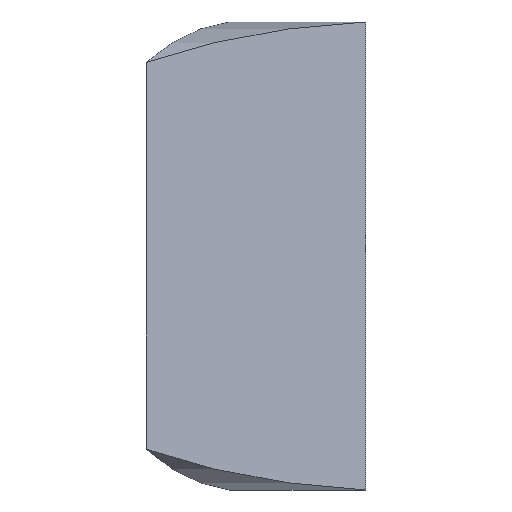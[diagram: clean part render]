
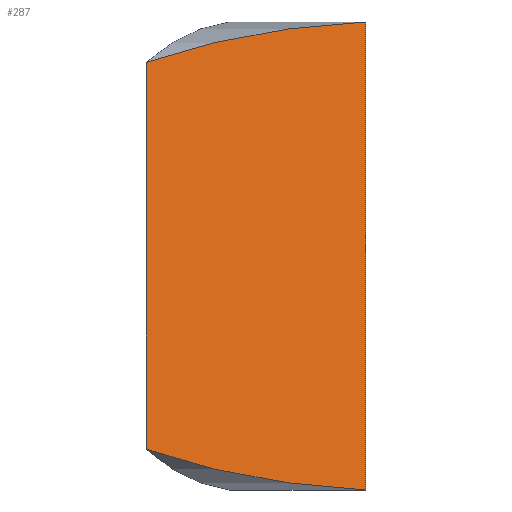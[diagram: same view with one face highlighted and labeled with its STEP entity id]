
A CAD part, top view. The second image highlights one B-rep face of the part: STEP entity #287.
In plain terms, the highlighted free-form (B-spline) face has degree [6, 1] with [7, 2] control points.
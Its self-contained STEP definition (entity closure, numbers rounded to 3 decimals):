
#22 = VERTEX_POINT('',#23);
#23 = CARTESIAN_POINT('',(199.257,-54.256,101.));
#33 = CYLINDRICAL_SURFACE('',#34,23.128);
#34 = AXIS2_PLACEMENT_3D('',#35,#36,#37);
#35 = CARTESIAN_POINT('',(194.849,-73.297,
    87.872));
#36 = DIRECTION('',(1.,0.,0.));
#37 = DIRECTION('',(0.,0.,-1.));
#58 = B_SPLINE_SURFACE_WITH_KNOTS('',6,1,(
    (#59,#60)
    ,(#61,#62)
    ,(#63,#64)
    ,(#65,#66)
    ,(#67,#68)
    ,(#69,#70)
    ,(#71,#72
    )),.UNSPECIFIED.,.F.,.F.,.F.,(7,7),(2,2),(1.663,
    2.174),(0.,1.),.PIECEWISE_BEZIER_KNOTS.);
#59 = CARTESIAN_POINT('',(207.433,-96.328,90.));
#60 = CARTESIAN_POINT('',(207.433,-50.267,90.));
#61 = CARTESIAN_POINT('',(205.974,-96.146,91.963
    ));
#62 = CARTESIAN_POINT('',(205.974,-50.449,
    91.963));
#63 = CARTESIAN_POINT('',(204.528,-95.764,
    93.908));
#64 = CARTESIAN_POINT('',(204.528,-50.831,93.908
    ));
#65 = CARTESIAN_POINT('',(203.116,-95.183,
    95.808));
#66 = CARTESIAN_POINT('',(203.116,-51.411,
    95.808));
#67 = CARTESIAN_POINT('',(201.755,-94.411,
    97.639));
#68 = CARTESIAN_POINT('',(201.755,-52.184,
    97.639));
#69 = CARTESIAN_POINT('',(200.463,-93.458,
    99.377));
#70 = CARTESIAN_POINT('',(200.463,-53.137,
    99.377));
#71 = CARTESIAN_POINT('',(199.257,-92.339,101.));
#72 = CARTESIAN_POINT('',(199.257,-54.256,101.));
#80 = EDGE_CURVE('',#81,#22,#83,.T.);
#81 = VERTEX_POINT('',#82);
#82 = CARTESIAN_POINT('',(220.812,-50.267,90.));
#83 = SURFACE_CURVE('',#84,(#89,#107),.PCURVE_S1.);
#84 = ELLIPSE('',#85,50.882,23.128);
#85 = AXIS2_PLACEMENT_3D('',#86,#87,#88);
#86 = CARTESIAN_POINT('',(224.982,-73.297,
    87.872));
#87 = DIRECTION('',(0.455,-0.,0.891));
#88 = DIRECTION('',(0.891,0.,-0.455));
#89 = PCURVE('',#33,#90);
#90 = DEFINITIONAL_REPRESENTATION('',(#91),#106);
#91 = B_SPLINE_CURVE_WITH_KNOTS('',7,(#92,#93,#94,#95,#96,#97,#98,#99,
    #100,#101,#102,#103,#104,#105),.UNSPECIFIED.,.F.,.F.,(8,6,8),(
    0.726,1.512,2.298),.UNSPECIFIED.);
#92 = CARTESIAN_POINT('',(0.726,64.019));
#93 = CARTESIAN_POINT('',(0.839,60.639));
#94 = CARTESIAN_POINT('',(0.951,56.762));
#95 = CARTESIAN_POINT('',(1.063,52.456));
#96 = CARTESIAN_POINT('',(1.175,47.806));
#97 = CARTESIAN_POINT('',(1.288,42.908));
#98 = CARTESIAN_POINT('',(1.4,37.868));
#99 = CARTESIAN_POINT('',(1.624,27.708));
#100 = CARTESIAN_POINT('',(1.737,22.589));
#101 = CARTESIAN_POINT('',(1.849,17.536));
#102 = CARTESIAN_POINT('',(1.961,12.654));
#103 = CARTESIAN_POINT('',(2.074,8.045));
#104 = CARTESIAN_POINT('',(2.186,3.801));
#105 = CARTESIAN_POINT('',(2.298,0.));
#106 = ( GEOMETRIC_REPRESENTATION_CONTEXT(2) 
PARAMETRIC_REPRESENTATION_CONTEXT() REPRESENTATION_CONTEXT('2D SPACE',''
  ) );
#107 = PCURVE('',#108,#123);
#108 = B_SPLINE_SURFACE_WITH_KNOTS('',6,1,(
    (#109,#110)
    ,(#111,#112)
    ,(#113,#114)
    ,(#115,#116)
    ,(#117,#118)
    ,(#119,#120)
    ,(#121,#122
    )),.UNSPECIFIED.,.F.,.F.,.F.,(7,7),(2,2),(4.109,
    4.62),(0.,1.),.PIECEWISE_BEZIER_KNOTS.);
#109 = CARTESIAN_POINT('',(199.257,-92.339,101.));
#110 = CARTESIAN_POINT('',(199.257,-54.256,101.));
#111 = CARTESIAN_POINT('',(202.437,-93.458,
    99.377));
#112 = CARTESIAN_POINT('',(202.437,-53.137,
    99.377));
#113 = CARTESIAN_POINT('',(205.843,-94.411,97.639
    ));
#114 = CARTESIAN_POINT('',(205.843,-52.184,97.639
    ));
#115 = CARTESIAN_POINT('',(209.43,-95.183,
    95.808));
#116 = CARTESIAN_POINT('',(209.43,-51.411,
    95.808));
#117 = CARTESIAN_POINT('',(213.154,-95.764,
    93.908));
#118 = CARTESIAN_POINT('',(213.154,-50.831,
    93.908));
#119 = CARTESIAN_POINT('',(216.965,-96.146,
    91.963));
#120 = CARTESIAN_POINT('',(216.965,-50.449,
    91.963));
#121 = CARTESIAN_POINT('',(220.812,-96.328,90.));
#122 = CARTESIAN_POINT('',(220.812,-50.267,90.));
#123 = DEFINITIONAL_REPRESENTATION('',(#124),#128);
#124 = LINE('',#125,#126);
#125 = CARTESIAN_POINT('',(6.283,1.));
#126 = VECTOR('',#127,1.);
#127 = DIRECTION('',(-1.,0.));
#128 = ( GEOMETRIC_REPRESENTATION_CONTEXT(2) 
PARAMETRIC_REPRESENTATION_CONTEXT() REPRESENTATION_CONTEXT('2D SPACE',''
  ) );
#143 = PLANE('',#144);
#144 = AXIS2_PLACEMENT_3D('',#145,#146,#147);
#145 = CARTESIAN_POINT('',(194.849,-50.267,90.));
#146 = DIRECTION('',(0.,0.,-1.));
#147 = DIRECTION('',(-1.,-0.,-0.));
#161 = VERTEX_POINT('',#162);
#162 = CARTESIAN_POINT('',(199.257,-92.339,101.));
#177 = CYLINDRICAL_SURFACE('',#178,23.128);
#178 = AXIS2_PLACEMENT_3D('',#179,#180,#181);
#179 = CARTESIAN_POINT('',(194.849,-73.297,
    87.872));
#180 = DIRECTION('',(1.,0.,0.));
#181 = DIRECTION('',(0.,0.,-1.));
#202 = EDGE_CURVE('',#161,#22,#203,.T.);
#203 = SURFACE_CURVE('',#204,(#207,#214),.PCURVE_S1.);
#204 = B_SPLINE_CURVE_WITH_KNOTS('',1,(#205,#206),.UNSPECIFIED.,.F.,.F.,
  (2,2),(0.,1.),.PIECEWISE_BEZIER_KNOTS.);
#205 = CARTESIAN_POINT('',(199.257,-92.339,101.));
#206 = CARTESIAN_POINT('',(199.257,-54.256,101.));
#207 = PCURVE('',#58,#208);
#208 = DEFINITIONAL_REPRESENTATION('',(#209),#213);
#209 = LINE('',#210,#211);
#210 = CARTESIAN_POINT('',(2.174,0.));
#211 = VECTOR('',#212,1.);
#212 = DIRECTION('',(0.,1.));
#213 = ( GEOMETRIC_REPRESENTATION_CONTEXT(2) 
PARAMETRIC_REPRESENTATION_CONTEXT() REPRESENTATION_CONTEXT('2D SPACE',''
  ) );
#214 = PCURVE('',#108,#215);
#215 = DEFINITIONAL_REPRESENTATION('',(#216),#220);
#216 = LINE('',#217,#218);
#217 = CARTESIAN_POINT('',(4.109,0.));
#218 = VECTOR('',#219,1.);
#219 = DIRECTION('',(0.,1.));
#220 = ( GEOMETRIC_REPRESENTATION_CONTEXT(2) 
PARAMETRIC_REPRESENTATION_CONTEXT() REPRESENTATION_CONTEXT('2D SPACE',''
  ) );
#246 = VERTEX_POINT('',#247);
#247 = CARTESIAN_POINT('',(220.812,-96.328,90.));
#269 = EDGE_CURVE('',#246,#81,#270,.T.);
#270 = SURFACE_CURVE('',#271,(#274,#280),.PCURVE_S1.);
#271 = B_SPLINE_CURVE_WITH_KNOTS('',1,(#272,#273),.UNSPECIFIED.,.F.,.F.,
  (2,2),(0.,1.),.PIECEWISE_BEZIER_KNOTS.);
#272 = CARTESIAN_POINT('',(220.812,-96.328,90.));
#273 = CARTESIAN_POINT('',(220.812,-50.267,90.));
#274 = PCURVE('',#143,#275);
#275 = DEFINITIONAL_REPRESENTATION('',(#276),#279);
#276 = B_SPLINE_CURVE_WITH_KNOTS('',1,(#277,#278),.UNSPECIFIED.,.F.,.F.,
  (2,2),(0.,1.),.PIECEWISE_BEZIER_KNOTS.);
#277 = CARTESIAN_POINT('',(-25.963,-46.06));
#278 = CARTESIAN_POINT('',(-25.963,0.));
#279 = ( GEOMETRIC_REPRESENTATION_CONTEXT(2) 
PARAMETRIC_REPRESENTATION_CONTEXT() REPRESENTATION_CONTEXT('2D SPACE',''
  ) );
#280 = PCURVE('',#108,#281);
#281 = DEFINITIONAL_REPRESENTATION('',(#282),#286);
#282 = LINE('',#283,#284);
#283 = CARTESIAN_POINT('',(4.62,0.));
#284 = VECTOR('',#285,1.);
#285 = DIRECTION('',(0.,1.));
#286 = ( GEOMETRIC_REPRESENTATION_CONTEXT(2) 
PARAMETRIC_REPRESENTATION_CONTEXT() REPRESENTATION_CONTEXT('2D SPACE',''
  ) );
#287 = ADVANCED_FACE('',(#288),#108,.T.);
#288 = FACE_BOUND('',#289,.T.);
#289 = EDGE_LOOP('',(#290,#323,#324,#325));
#290 = ORIENTED_EDGE('',*,*,#291,.T.);
#291 = EDGE_CURVE('',#161,#246,#292,.T.);
#292 = SURFACE_CURVE('',#293,(#298,#305),.PCURVE_S1.);
#293 = ELLIPSE('',#294,50.882,23.128);
#294 = AXIS2_PLACEMENT_3D('',#295,#296,#297);
#295 = CARTESIAN_POINT('',(224.982,-73.297,
    87.872));
#296 = DIRECTION('',(0.455,-0.,0.891));
#297 = DIRECTION('',(0.891,0.,-0.455));
#298 = PCURVE('',#108,#299);
#299 = DEFINITIONAL_REPRESENTATION('',(#300),#304);
#300 = LINE('',#301,#302);
#301 = CARTESIAN_POINT('',(0.,0.));
#302 = VECTOR('',#303,1.);
#303 = DIRECTION('',(1.,0.));
#304 = ( GEOMETRIC_REPRESENTATION_CONTEXT(2) 
PARAMETRIC_REPRESENTATION_CONTEXT() REPRESENTATION_CONTEXT('2D SPACE',''
  ) );
#305 = PCURVE('',#177,#306);
#306 = DEFINITIONAL_REPRESENTATION('',(#307),#322);
#307 = B_SPLINE_CURVE_WITH_KNOTS('',7,(#308,#309,#310,#311,#312,#313,
    #314,#315,#316,#317,#318,#319,#320,#321),.UNSPECIFIED.,.F.,.F.,(8,6,
    8),(3.985,4.911,5.837),.UNSPECIFIED.);
#308 = CARTESIAN_POINT('',(3.985,0.));
#309 = CARTESIAN_POINT('',(4.117,4.478));
#310 = CARTESIAN_POINT('',(4.25,9.572));
#311 = CARTESIAN_POINT('',(4.382,15.153));
#312 = CARTESIAN_POINT('',(4.514,21.067));
#313 = CARTESIAN_POINT('',(4.647,27.141));
#314 = CARTESIAN_POINT('',(4.779,33.202));
#315 = CARTESIAN_POINT('',(5.043,44.957));
#316 = CARTESIAN_POINT('',(5.176,50.652));
#317 = CARTESIAN_POINT('',(5.308,55.996));
#318 = CARTESIAN_POINT('',(5.44,60.829));
#319 = CARTESIAN_POINT('',(5.573,65.012));
#320 = CARTESIAN_POINT('',(5.705,68.433));
#321 = CARTESIAN_POINT('',(5.837,71.02));
#322 = ( GEOMETRIC_REPRESENTATION_CONTEXT(2) 
PARAMETRIC_REPRESENTATION_CONTEXT() REPRESENTATION_CONTEXT('2D SPACE',''
  ) );
#323 = ORIENTED_EDGE('',*,*,#269,.T.);
#324 = ORIENTED_EDGE('',*,*,#80,.T.);
#325 = ORIENTED_EDGE('',*,*,#202,.F.);
